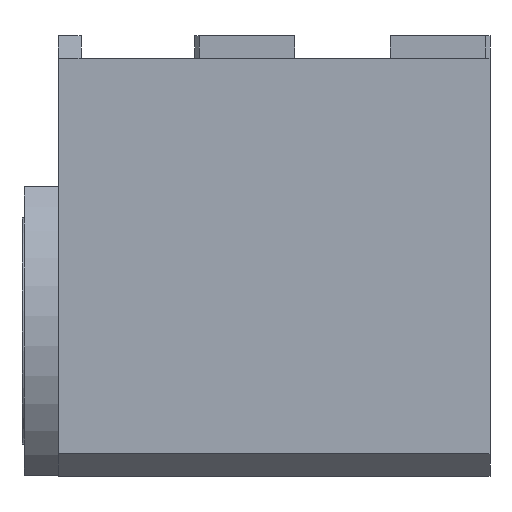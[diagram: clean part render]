
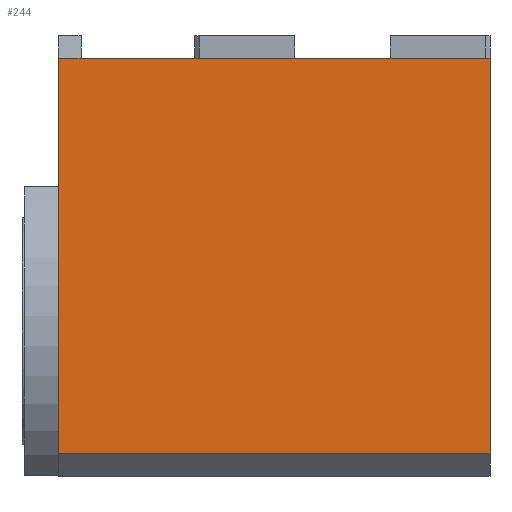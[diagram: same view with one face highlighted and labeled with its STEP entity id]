
A CAD part, front view. The second image highlights one B-rep face of the part: STEP entity #244.
In plain terms, the highlighted planar face has unit normal (0, -1, 0).
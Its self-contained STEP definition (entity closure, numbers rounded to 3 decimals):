
#52=FACE_OUTER_BOUND('',#339,.T.);
#81=LINE('',#1104,#159);
#94=LINE('',#1144,#172);
#101=LINE('',#1157,#179);
#112=LINE('',#1178,#190);
#113=LINE('',#1180,#191);
#159=VECTOR('',#892,1.);
#172=VECTOR('',#925,1.);
#179=VECTOR('',#934,1.);
#190=VECTOR('',#947,1.);
#191=VECTOR('',#948,1.);
#244=ADVANCED_FACE('',(#52),#285,.T.);
#285=PLANE('',#824);
#339=EDGE_LOOP('',(#433,#434,#435,#436,#437));
#433=ORIENTED_EDGE('',*,*,#694,.T.);
#434=ORIENTED_EDGE('',*,*,#676,.F.);
#435=ORIENTED_EDGE('',*,*,#683,.T.);
#436=ORIENTED_EDGE('',*,*,#657,.F.);
#437=ORIENTED_EDGE('',*,*,#695,.T.);
#589=VERTEX_POINT('',#1105);
#590=VERTEX_POINT('',#1106);
#605=VERTEX_POINT('',#1143);
#606=VERTEX_POINT('',#1145);
#620=VERTEX_POINT('',#1179);
#657=EDGE_CURVE('',#589,#590,#81,.T.);
#676=EDGE_CURVE('',#605,#606,#94,.T.);
#683=EDGE_CURVE('',#605,#590,#101,.T.);
#694=EDGE_CURVE('',#620,#606,#112,.T.);
#695=EDGE_CURVE('',#589,#620,#113,.T.);
#824=AXIS2_PLACEMENT_3D('',#1181,#949,#950);
#892=DIRECTION('',(1.,0.,0.));
#925=DIRECTION('',(0.,0.,-1.));
#934=DIRECTION('',(-1.,0.,0.));
#947=DIRECTION('',(1.,0.,0.));
#948=DIRECTION('',(0.,0.,-1.));
#949=DIRECTION('',(0.,-1.,0.));
#950=DIRECTION('',(0.,0.,-1.));
#1104=CARTESIAN_POINT('',(-5.,-51.,0.));
#1105=CARTESIAN_POINT('',(-5.,-51.,0.));
#1106=CARTESIAN_POINT('',(0.,-51.,0.));
#1143=CARTESIAN_POINT('',(90.,-51.,0.));
#1144=CARTESIAN_POINT('',(90.,-51.,0.));
#1145=CARTESIAN_POINT('',(90.,-51.,-87.));
#1157=CARTESIAN_POINT('',(-5.,-51.,0.));
#1178=CARTESIAN_POINT('',(-5.,-51.,-87.));
#1179=CARTESIAN_POINT('',(-5.,-51.,-87.));
#1180=CARTESIAN_POINT('',(-5.,-51.,0.));
#1181=CARTESIAN_POINT('',(-5.,-51.,0.));
